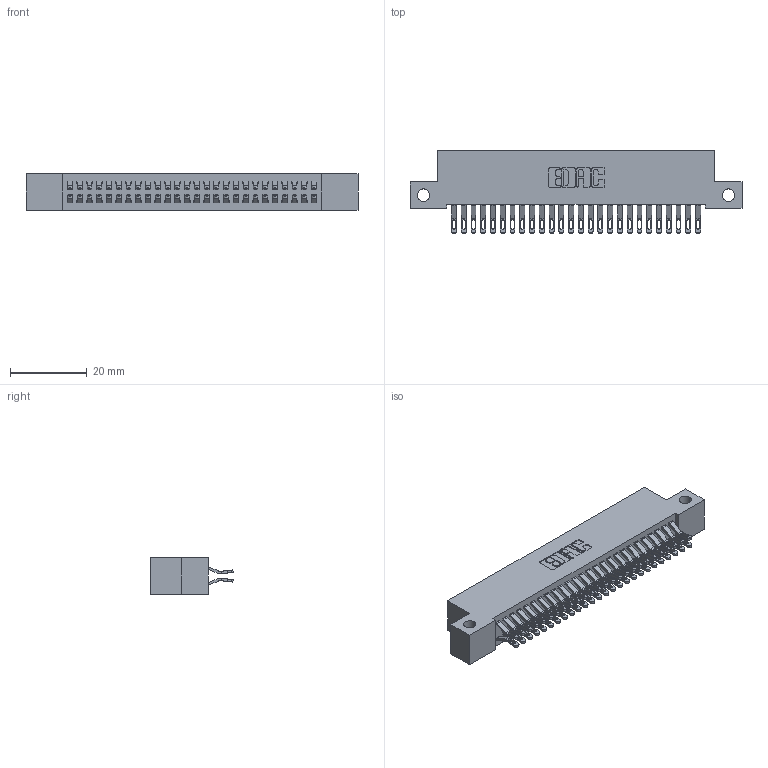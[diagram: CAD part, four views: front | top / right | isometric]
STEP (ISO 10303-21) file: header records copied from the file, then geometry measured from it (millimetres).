
FILE_DESCRIPTION (( 'STEP AP203' ), '1' );
FILE_NAME ('392-052-555-212.STEP', '2019-10-08T12:47:15', ( '' ), ( '' ), 'SwSTEP 2.0', 'SolidWorks 2016', '' );
FILE_SCHEMA (( 'CONFIG_CONTROL_DESIGN' ));
Length unit declared in the file: inch
Products named in the file (3): 342 Part_Side Mount; 345-292-001_555 Tail; 392-052-555-212
Assembly tree (53 placements, depth 2):
  392-052-555-212
    342 Part_Side Mount
    345-292-001_555 Tail  x52
Bounding box: 86.36 x 21.47 x 9.4 mm (x, y, z)
Volume: 7754.3 mm3; surface area: 12571.1 mm2
Topology: 53 solids, 53 shells, 3126 faces, 9815 edges, 6542 vertices
Faces by surface type: plane 1834, cylinder 1292
Entity records: 18993 total; most frequent: CARTESIAN_POINT 3200, ORIENTED_EDGE 3106, DIRECTION 2733, EDGE_CURVE 1553, VECTOR 1405, LINE 1405, VERTEX_POINT 1034, AXIS2_PLACEMENT_3D 664
